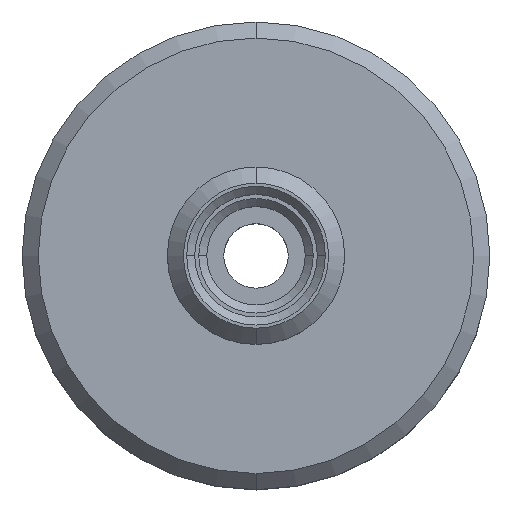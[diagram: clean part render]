
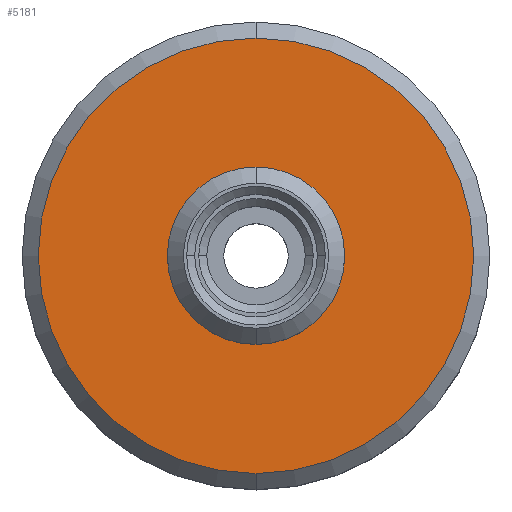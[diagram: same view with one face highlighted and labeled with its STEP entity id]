
A CAD part, top view. The second image highlights one B-rep face of the part: STEP entity #5181.
In plain terms, the highlighted planar face has unit normal (0, 0, 1).
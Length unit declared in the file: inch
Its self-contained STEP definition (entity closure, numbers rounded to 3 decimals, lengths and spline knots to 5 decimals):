
#305 = EDGE_LOOP ( 'NONE', ( #2210, #15444 ) ) ;
#409 = CARTESIAN_POINT ( 'NONE',  ( 0., -0.27, 0.125 ) ) ;
#410 = CARTESIAN_POINT ( 'NONE',  ( 0., 0.27, 0.125 ) ) ;
#1145 = VERTEX_POINT ( 'NONE', #410 ) ;
#1609 = DIRECTION ( 'NONE',  ( 0., 0., 1. ) ) ;
#2210 = ORIENTED_EDGE ( 'NONE', *, *, #15786, .F. ) ;
#4104 = CIRCLE ( 'NONE', #14540, 0.27 ) ;
#4254 = CARTESIAN_POINT ( 'NONE',  ( 0., 0., 0.125 ) ) ;
#4492 = CIRCLE ( 'NONE', #9701, 0.11 ) ;
#5054 = CIRCLE ( 'NONE', #15360, 0.27 ) ;
#5181 = ADVANCED_FACE ( 'NONE', ( #5524, #11336 ), #13225, .F. ) ;
#5524 = FACE_BOUND ( 'NONE', #305, .T. ) ;
#6902 = ORIENTED_EDGE ( 'NONE', *, *, #18348, .T. ) ;
#7147 = DIRECTION ( 'NONE',  ( 0., -1., 0. ) ) ;
#8500 = CARTESIAN_POINT ( 'NONE',  ( 0., 0., 0.125 ) ) ;
#9072 = DIRECTION ( 'NONE',  ( 0., 0., 1. ) ) ;
#9076 = DIRECTION ( 'NONE',  ( 0., 0., -1. ) ) ;
#9701 = AXIS2_PLACEMENT_3D ( 'NONE', #11812, #9072, #13283 ) ;
#10292 = DIRECTION ( 'NONE',  ( 0., -1., 0. ) ) ;
#11036 = CARTESIAN_POINT ( 'NONE',  ( 0., -0.11, 0.125 ) ) ;
#11336 = FACE_OUTER_BOUND ( 'NONE', #13788, .T. ) ;
#11355 = DIRECTION ( 'NONE',  ( 0., 0., 1. ) ) ;
#11398 = ORIENTED_EDGE ( 'NONE', *, *, #12554, .T. ) ;
#11607 = AXIS2_PLACEMENT_3D ( 'NONE', #11761, #9076, #16231 ) ;
#11651 = VERTEX_POINT ( 'NONE', #409 ) ;
#11761 = CARTESIAN_POINT ( 'NONE',  ( 0., 0.27, 0.125 ) ) ;
#11812 = CARTESIAN_POINT ( 'NONE',  ( 0., 0., 0.125 ) ) ;
#12477 = AXIS2_PLACEMENT_3D ( 'NONE', #4254, #14287, #7147 ) ;
#12554 = EDGE_CURVE ( 'NONE', #11651, #1145, #5054, .T. ) ;
#12688 = CARTESIAN_POINT ( 'NONE',  ( 0., 0.11, 0.125 ) ) ;
#13225 = PLANE ( 'NONE',  #11607 ) ;
#13283 = DIRECTION ( 'NONE',  ( 0., -1., 0. ) ) ;
#13788 = EDGE_LOOP ( 'NONE', ( #6902, #11398 ) ) ;
#14267 = DIRECTION ( 'NONE',  ( 0., -1., 0. ) ) ;
#14287 = DIRECTION ( 'NONE',  ( 0., 0., 1. ) ) ;
#14540 = AXIS2_PLACEMENT_3D ( 'NONE', #8500, #11355, #14267 ) ;
#14560 = VERTEX_POINT ( 'NONE', #11036 ) ;
#14772 = CIRCLE ( 'NONE', #12477, 0.11 ) ;
#15360 = AXIS2_PLACEMENT_3D ( 'NONE', #17480, #1609, #10292 ) ;
#15444 = ORIENTED_EDGE ( 'NONE', *, *, #16517, .F. ) ;
#15786 = EDGE_CURVE ( 'NONE', #14560, #16137, #4492, .T. ) ;
#16137 = VERTEX_POINT ( 'NONE', #12688 ) ;
#16231 = DIRECTION ( 'NONE',  ( 0., 1., 0. ) ) ;
#16517 = EDGE_CURVE ( 'NONE', #16137, #14560, #14772, .T. ) ;
#17480 = CARTESIAN_POINT ( 'NONE',  ( 0., 0., 0.125 ) ) ;
#18348 = EDGE_CURVE ( 'NONE', #1145, #11651, #4104, .T. ) ;
